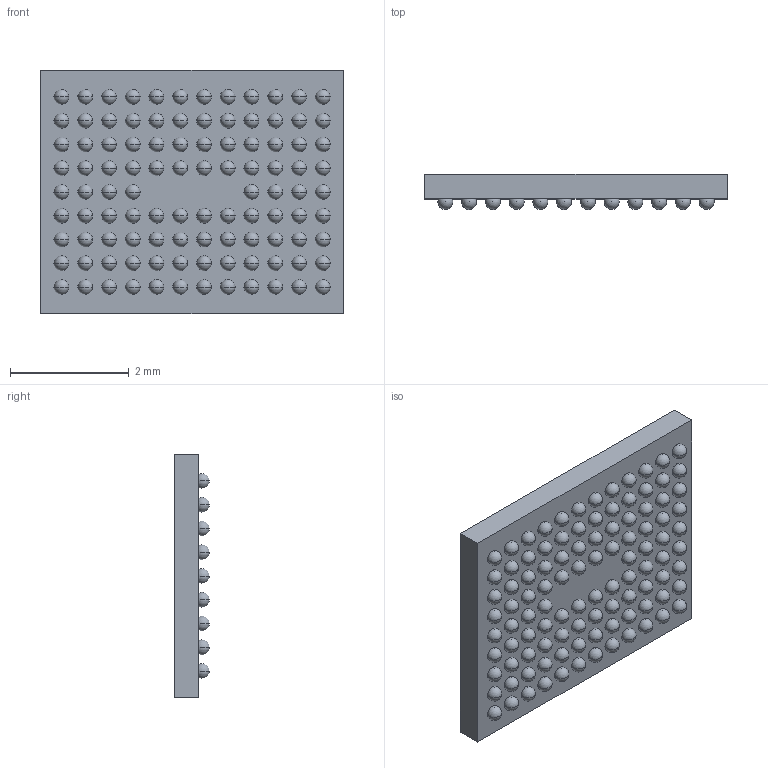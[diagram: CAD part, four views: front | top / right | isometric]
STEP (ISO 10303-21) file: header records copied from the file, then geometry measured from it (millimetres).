
FILE_DESCRIPTION (( 'STEP AP214' ), '1' );
FILE_NAME ('STM32L151VEY6TR.STEP', '2020-03-27T12:00:42', ( '' ), ( '' ), 'SwSTEP 2.0', 'SolidWorks 2018', '' );
FILE_SCHEMA (( 'AUTOMOTIVE_DESIGN' ));
Length unit declared in the file: millimetre
Products named in the file (1): STM32L151VEY6TR
Bounding box: 5.09 x 0.58 x 4.09 mm (x, y, z)
Volume: 9.2 mm3; surface area: 67.8 mm2
Topology: 105 solids, 105 shells, 318 faces, 948 edges, 632 vertices
Faces by surface type: sphere 208, plane 110
Entity records: 7990 total; most frequent: DIRECTION 1482, CARTESIAN_POINT 1067, ORIENTED_EDGE 856, AXIS2_PLACEMENT_3D 735, EDGE_CURVE 428, CIRCLE 416, VERTEX_POINT 320, EDGE_LOOP 318
